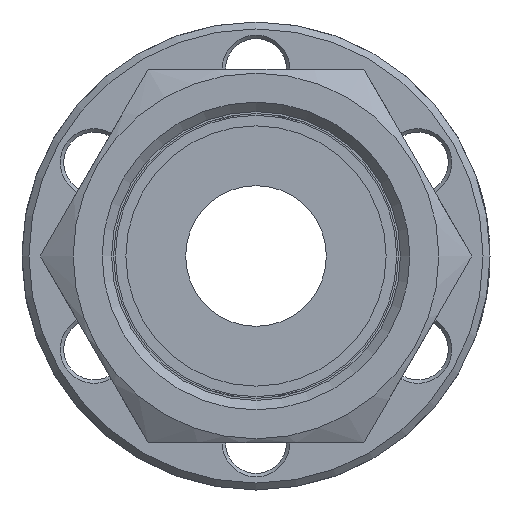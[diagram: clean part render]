
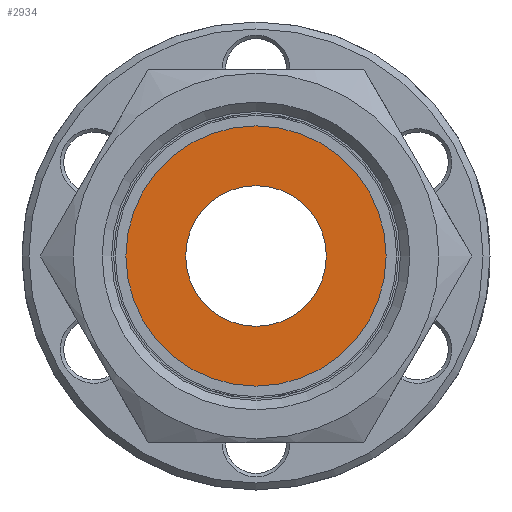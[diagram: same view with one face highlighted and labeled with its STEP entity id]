
A CAD part, front view. The second image highlights one B-rep face of the part: STEP entity #2934.
In plain terms, the highlighted face is planar.
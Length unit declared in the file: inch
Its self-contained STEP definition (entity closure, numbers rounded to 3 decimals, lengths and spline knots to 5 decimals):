
#274=FACE_BOUND('',#682,.T.);
#335=PLANE('',#3311);
#500=FACE_OUTER_BOUND('',#681,.T.);
#681=EDGE_LOOP('',(#2613,#2614));
#682=EDGE_LOOP('',(#2615,#2616));
#1142=CIRCLE('',#3309,0.2);
#1143=CIRCLE('',#3310,0.2);
#1144=CIRCLE('',#3312,0.37);
#1145=CIRCLE('',#3313,0.37);
#1418=VERTEX_POINT('',#6502);
#1419=VERTEX_POINT('',#6503);
#1420=VERTEX_POINT('',#6508);
#1421=VERTEX_POINT('',#6509);
#1828=EDGE_CURVE('',#1418,#1419,#1142,.T.);
#1829=EDGE_CURVE('',#1419,#1418,#1143,.T.);
#1831=EDGE_CURVE('',#1420,#1421,#1144,.T.);
#1832=EDGE_CURVE('',#1421,#1420,#1145,.T.);
#2613=ORIENTED_EDGE('',*,*,#1831,.F.);
#2614=ORIENTED_EDGE('',*,*,#1832,.F.);
#2615=ORIENTED_EDGE('',*,*,#1828,.T.);
#2616=ORIENTED_EDGE('',*,*,#1829,.T.);
#2934=ADVANCED_FACE('',(#500,#274),#335,.T.);
#3309=AXIS2_PLACEMENT_3D('',#6504,#3948,#3949);
#3310=AXIS2_PLACEMENT_3D('',#6505,#3950,#3951);
#3311=AXIS2_PLACEMENT_3D('',#6507,#3953,#3954);
#3312=AXIS2_PLACEMENT_3D('',#6510,#3955,#3956);
#3313=AXIS2_PLACEMENT_3D('',#6511,#3957,#3958);
#3948=DIRECTION('center_axis',(-1.,0.,0.));
#3949=DIRECTION('ref_axis',(0.,0.,-1.));
#3950=DIRECTION('center_axis',(-1.,0.,0.));
#3951=DIRECTION('ref_axis',(0.,0.,-1.));
#3953=DIRECTION('center_axis',(1.,0.,0.));
#3954=DIRECTION('ref_axis',(0.,0.,-1.));
#3955=DIRECTION('center_axis',(-1.,0.,0.));
#3956=DIRECTION('ref_axis',(0.,0.,-1.));
#3957=DIRECTION('center_axis',(-1.,0.,0.));
#3958=DIRECTION('ref_axis',(0.,0.,-1.));
#6502=CARTESIAN_POINT('',(1.12,0.,-0.2));
#6503=CARTESIAN_POINT('',(1.12,0.,0.2));
#6504=CARTESIAN_POINT('Origin',(1.12,0.,0.));
#6505=CARTESIAN_POINT('Origin',(1.12,0.,0.));
#6507=CARTESIAN_POINT('Origin',(1.12,0.,-0.185));
#6508=CARTESIAN_POINT('',(1.12,0.,-0.37));
#6509=CARTESIAN_POINT('',(1.12,0.,0.37));
#6510=CARTESIAN_POINT('Origin',(1.12,0.,0.));
#6511=CARTESIAN_POINT('Origin',(1.12,0.,0.));
